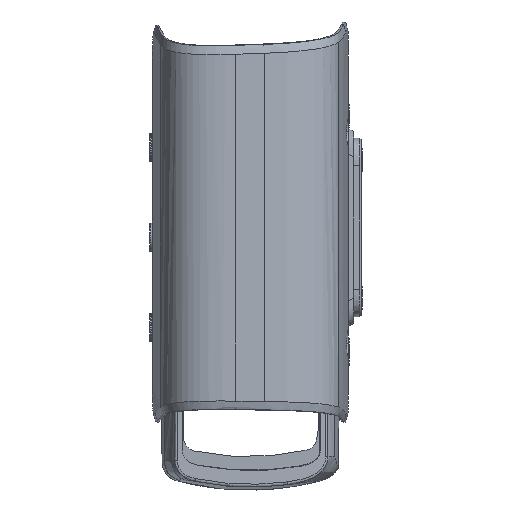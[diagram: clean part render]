
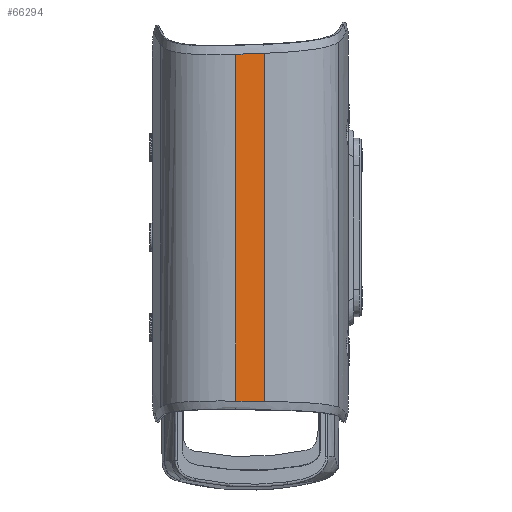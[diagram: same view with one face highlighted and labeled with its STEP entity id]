
A CAD part, left-side view. The second image highlights one B-rep face of the part: STEP entity #66294.
In plain terms, the highlighted planar face has unit normal (-0.995, -0.096, 0).
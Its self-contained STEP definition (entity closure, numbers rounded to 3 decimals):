
#3966 = CARTESIAN_POINT ( 'NONE',  ( -90.706, 4.856, 22.465 ) ) ;
#4916 = ORIENTED_EDGE ( 'NONE', *, *, #56593, .F. ) ;
#7850 = CARTESIAN_POINT ( 'NONE',  ( -89.743, -5.144, -130. ) ) ;
#8766 = B_SPLINE_CURVE_WITH_KNOTS ( 'NONE', 3,
 ( #91752, #12505, #37760, #38937, #65322, #47149, #101122, #93507, #74110, #84106 ),
 .UNSPECIFIED., .F., .F.,
 ( 4, 2, 1, 1, 2, 4 ),
 ( 0., 0.003, 0.005, 0.008, 0.009, 0.01 ),
 .UNSPECIFIED. ) ;
#10960 = CARTESIAN_POINT ( 'NONE',  ( -90.706, 4.856, -100.589 ) ) ;
#11540 = CARTESIAN_POINT ( 'NONE',  ( -89.904, -3.477, -100.671 ) ) ;
#12505 = CARTESIAN_POINT ( 'NONE',  ( -90.626, 4.023, 22.504 ) ) ;
#13789 = VERTEX_POINT ( 'NONE', #3966 ) ;
#16978 = AXIS2_PLACEMENT_3D ( 'NONE', #70726, #17902, #63083 ) ;
#17902 = DIRECTION ( 'NONE',  ( -0.995, -0.096, 0. ) ) ;
#23107 = VERTEX_POINT ( 'NONE', #91311 ) ;
#32598 = CARTESIAN_POINT ( 'NONE',  ( -90.706, 4.856, -100.589 ) ) ;
#35173 = VECTOR ( 'NONE', #93795, 1000. ) ;
#37760 = CARTESIAN_POINT ( 'NONE',  ( -90.546, 3.19, 22.521 ) ) ;
#38937 = CARTESIAN_POINT ( 'NONE',  ( -90.385, 1.523, 22.573 ) ) ;
#40005 = EDGE_CURVE ( 'NONE', #23107, #109747, #80588, .T. ) ;
#40312 = CARTESIAN_POINT ( 'NONE',  ( -89.823, -4.31, -100.677 ) ) ;
#42556 = ORIENTED_EDGE ( 'NONE', *, *, #40005, .T. ) ;
#43664 = DIRECTION ( 'NONE',  ( 0., 0., 1. ) ) ;
#46786 = CARTESIAN_POINT ( 'NONE',  ( -90.546, 3.19, -100.604 ) ) ;
#46886 = EDGE_CURVE ( 'NONE', #13789, #109747, #8766, .T. ) ;
#46961 = EDGE_LOOP ( 'NONE', ( #95431, #4916, #78926, #42556 ) ) ;
#47149 = CARTESIAN_POINT ( 'NONE',  ( -90.024, -2.227, 22.706 ) ) ;
#49116 = CARTESIAN_POINT ( 'NONE',  ( -90.305, 0.69, -100.625 ) ) ;
#50816 = CARTESIAN_POINT ( 'NONE',  ( -89.743, -5.144, 22.797 ) ) ;
#56154 = CARTESIAN_POINT ( 'NONE',  ( -90.024, -2.227, -100.66 ) ) ;
#56593 = EDGE_CURVE ( 'NONE', #58535, #13789, #93214, .T. ) ;
#56883 = VECTOR ( 'NONE', #43664, 1000. ) ;
#57986 = CARTESIAN_POINT ( 'NONE',  ( -90.706, 4.856, -130. ) ) ;
#58535 = VERTEX_POINT ( 'NONE', #32598 ) ;
#63083 = DIRECTION ( 'NONE',  ( 0.096, -0.995, 0. ) ) ;
#64949 = CARTESIAN_POINT ( 'NONE',  ( -90.385, 1.523, -100.616 ) ) ;
#65322 = CARTESIAN_POINT ( 'NONE',  ( -90.225, -0.144, 22.631 ) ) ;
#66294 = ADVANCED_FACE ( 'NONE', ( #114207 ), #98320, .T. ) ;
#66686 = CARTESIAN_POINT ( 'NONE',  ( -90.626, 4.023, -100.607 ) ) ;
#67271 = CARTESIAN_POINT ( 'NONE',  ( -89.743, -5.144, -100.677 ) ) ;
#70726 = CARTESIAN_POINT ( 'NONE',  ( -90.706, 4.856, -130. ) ) ;
#74110 = CARTESIAN_POINT ( 'NONE',  ( -89.783, -4.727, 22.79 ) ) ;
#76076 = CARTESIAN_POINT ( 'NONE',  ( -89.783, -4.727, -100.68 ) ) ;
#78926 = ORIENTED_EDGE ( 'NONE', *, *, #114139, .T. ) ;
#80588 = LINE ( 'NONE', #7850, #56883 ) ;
#84106 = CARTESIAN_POINT ( 'NONE',  ( -89.743, -5.144, 22.797 ) ) ;
#84890 = CARTESIAN_POINT ( 'NONE',  ( -90.144, -0.977, -100.644 ) ) ;
#91311 = CARTESIAN_POINT ( 'NONE',  ( -89.743, -5.144, -100.677 ) ) ;
#91752 = CARTESIAN_POINT ( 'NONE',  ( -90.706, 4.856, 22.465 ) ) ;
#93214 = LINE ( 'NONE', #57986, #35173 ) ;
#93507 = CARTESIAN_POINT ( 'NONE',  ( -89.823, -4.31, 22.776 ) ) ;
#93795 = DIRECTION ( 'NONE',  ( 0., 0., 1. ) ) ;
#95431 = ORIENTED_EDGE ( 'NONE', *, *, #46886, .F. ) ;
#98320 = PLANE ( 'NONE',  #16978 ) ;
#101122 = CARTESIAN_POINT ( 'NONE',  ( -89.904, -3.477, 22.749 ) ) ;
#102219 = B_SPLINE_CURVE_WITH_KNOTS ( 'NONE', 3,
 ( #10960, #66686, #46786, #64949, #49116, #84890, #56154, #11540, #40312, #76076, #67271 ),
 .UNSPECIFIED., .F., .F.,
 ( 4, 2, 2, 1, 2, 4 ),
 ( 0., 0.003, 0.005, 0.008, 0.009, 0.01 ),
 .UNSPECIFIED. ) ;
#109747 = VERTEX_POINT ( 'NONE', #50816 ) ;
#114139 = EDGE_CURVE ( 'NONE', #58535, #23107, #102219, .T. ) ;
#114207 = FACE_OUTER_BOUND ( 'NONE', #46961, .T. ) ;
